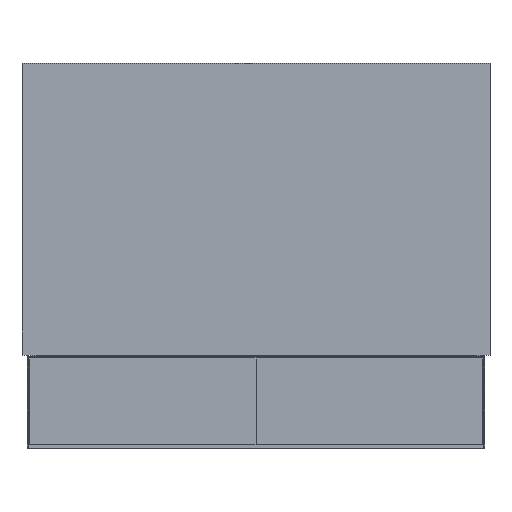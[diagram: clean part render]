
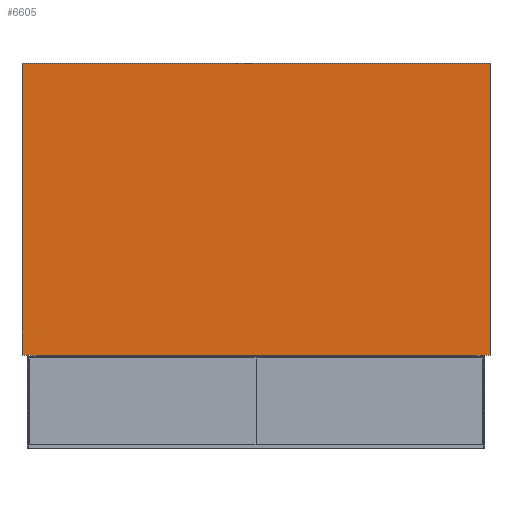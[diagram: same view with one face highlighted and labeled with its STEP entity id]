
A CAD part, front view. The second image highlights one B-rep face of the part: STEP entity #6605.
In plain terms, the highlighted planar face has unit normal (0, -1, 0).
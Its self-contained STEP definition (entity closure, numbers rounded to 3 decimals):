
#141 = DIRECTION ( 'NONE',  ( 0., 1., 0. ) ) ;
#165 = VECTOR ( 'NONE', #4592, 1000. ) ;
#623 = EDGE_CURVE ( 'NONE', #3302, #3775, #2511, .T. ) ;
#652 = EDGE_CURVE ( 'NONE', #9008, #1340, #8892, .T. ) ;
#683 = CARTESIAN_POINT ( 'NONE',  ( -557.5, 0., -347.5 ) ) ;
#832 = VECTOR ( 'NONE', #2123, 1000. ) ;
#833 = PLANE ( 'NONE',  #5553 ) ;
#943 = EDGE_LOOP ( 'NONE', ( #1799, #5212, #2281, #7667 ) ) ;
#1267 = CARTESIAN_POINT ( 'NONE',  ( -557.5, 0., 347.5 ) ) ;
#1340 = VERTEX_POINT ( 'NONE', #1876 ) ;
#1799 = ORIENTED_EDGE ( 'NONE', *, *, #652, .F. ) ;
#1876 = CARTESIAN_POINT ( 'NONE',  ( 557.5, 0., -347.5 ) ) ;
#2123 = DIRECTION ( 'NONE',  ( 1., 0., 0. ) ) ;
#2281 = ORIENTED_EDGE ( 'NONE', *, *, #623, .F. ) ;
#2304 = CARTESIAN_POINT ( 'NONE',  ( 557.5, 0., -347.5 ) ) ;
#2511 = LINE ( 'NONE', #683, #10087 ) ;
#2708 = VECTOR ( 'NONE', #5425, 1000. ) ;
#3302 = VERTEX_POINT ( 'NONE', #4579 ) ;
#3775 = VERTEX_POINT ( 'NONE', #8390 ) ;
#3818 = CARTESIAN_POINT ( 'NONE',  ( -557.5, 0., -347.5 ) ) ;
#3834 = EDGE_CURVE ( 'NONE', #3775, #9008, #10007, .T. ) ;
#4148 = FACE_OUTER_BOUND ( 'NONE', #943, .T. ) ;
#4579 = CARTESIAN_POINT ( 'NONE',  ( -557.5, 0., -347.5 ) ) ;
#4592 = DIRECTION ( 'NONE',  ( 0., 0., -1. ) ) ;
#5212 = ORIENTED_EDGE ( 'NONE', *, *, #3834, .F. ) ;
#5425 = DIRECTION ( 'NONE',  ( -1., 0., 0. ) ) ;
#5553 = AXIS2_PLACEMENT_3D ( 'NONE', #9573, #141, #7968 ) ;
#5559 = LINE ( 'NONE', #3818, #2708 ) ;
#6477 = EDGE_CURVE ( 'NONE', #1340, #3302, #5559, .T. ) ;
#6605 = ADVANCED_FACE ( 'NONE', ( #4148 ), #833, .F. ) ;
#7667 = ORIENTED_EDGE ( 'NONE', *, *, #6477, .F. ) ;
#7968 = DIRECTION ( 'NONE',  ( 0., 0., 1. ) ) ;
#8176 = CARTESIAN_POINT ( 'NONE',  ( 557.5, 0., 347.5 ) ) ;
#8390 = CARTESIAN_POINT ( 'NONE',  ( -557.5, 0., 347.5 ) ) ;
#8892 = LINE ( 'NONE', #2304, #165 ) ;
#9008 = VERTEX_POINT ( 'NONE', #8176 ) ;
#9573 = CARTESIAN_POINT ( 'NONE',  ( 0., 0., 0. ) ) ;
#10007 = LINE ( 'NONE', #1267, #832 ) ;
#10087 = VECTOR ( 'NONE', #10137, 1000. ) ;
#10137 = DIRECTION ( 'NONE',  ( 0., 0., 1. ) ) ;
